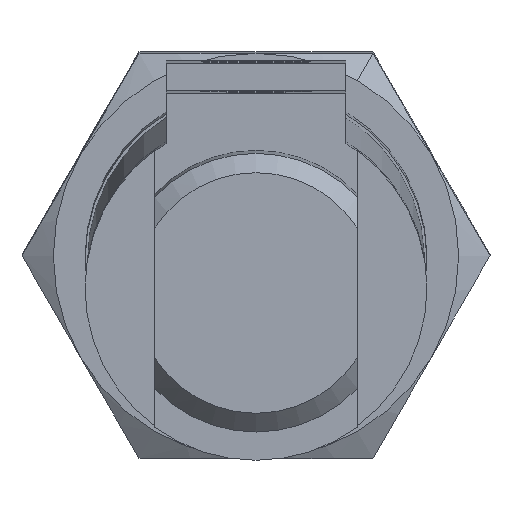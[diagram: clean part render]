
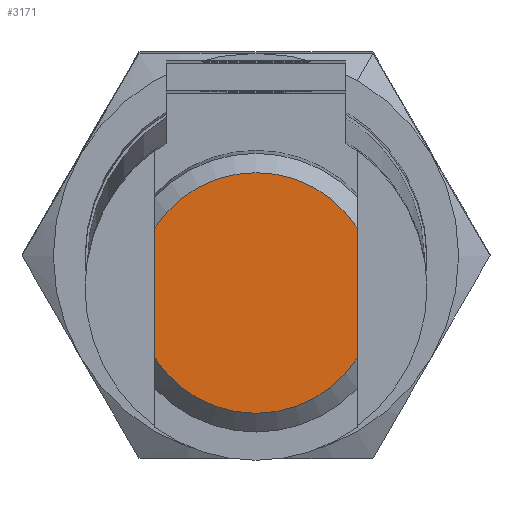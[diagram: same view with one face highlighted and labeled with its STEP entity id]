
A CAD part, front view. The second image highlights one B-rep face of the part: STEP entity #3171.
In plain terms, the highlighted planar face has unit normal (0, -1, -0.013).
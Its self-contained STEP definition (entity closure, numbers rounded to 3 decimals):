
#16 = ORIENTED_EDGE ( 'NONE', *, *, #143, .T. ) ;
#78 = CARTESIAN_POINT ( 'NONE',  ( 181.754, 246.222, 331.378 ) ) ;
#109 = AXIS2_PLACEMENT_3D ( 'NONE', #2497, #4299, #3215 ) ;
#143 = EDGE_CURVE ( 'NONE', #2218, #2906, #3966, .T. ) ;
#175 = VERTEX_POINT ( 'NONE', #4012 ) ;
#187 = EDGE_CURVE ( 'NONE', #533, #175, #471, .T. ) ;
#199 = CARTESIAN_POINT ( 'NONE',  ( 173.754, 246.289, 326.255 ) ) ;
#423 = CARTESIAN_POINT ( 'NONE',  ( 181.754, 246.147, 337.128 ) ) ;
#471 = CIRCLE ( 'NONE', #1346, 9.5 ) ;
#533 = VERTEX_POINT ( 'NONE', #809 ) ;
#691 = CARTESIAN_POINT ( 'NONE',  ( 165.754, 246.147, 337.128 ) ) ;
#809 = CARTESIAN_POINT ( 'NONE',  ( 165.754, 246.355, 321.132 ) ) ;
#871 = DIRECTION ( 'NONE',  ( -1., 0., 0. ) ) ;
#1220 = DIRECTION ( 'NONE',  ( -1., 0., 0. ) ) ;
#1263 = ORIENTED_EDGE ( 'NONE', *, *, #187, .T. ) ;
#1284 = ORIENTED_EDGE ( 'NONE', *, *, #2709, .T. ) ;
#1346 = AXIS2_PLACEMENT_3D ( 'NONE', #1979, #2267, #1220 ) ;
#1635 = VECTOR ( 'NONE', #2806, 1000. ) ;
#1716 = LINE ( 'NONE', #691, #1635 ) ;
#1810 = DIRECTION ( 'NONE',  ( 0., -0.013, 1. ) ) ;
#1979 = CARTESIAN_POINT ( 'NONE',  ( 173.754, 246.289, 326.255 ) ) ;
#2218 = VERTEX_POINT ( 'NONE', #78 ) ;
#2267 = DIRECTION ( 'NONE',  ( 0., -1., -0.013 ) ) ;
#2432 = AXIS2_PLACEMENT_3D ( 'NONE', #199, #4442, #871 ) ;
#2497 = CARTESIAN_POINT ( 'NONE',  ( 173.754, 246.289, 326.255 ) ) ;
#2599 = FACE_OUTER_BOUND ( 'NONE', #2805, .T. ) ;
#2709 = EDGE_CURVE ( 'NONE', #175, #2218, #4197, .T. ) ;
#2805 = EDGE_LOOP ( 'NONE', ( #3413, #1263, #1284, #16 ) ) ;
#2806 = DIRECTION ( 'NONE',  ( 0., -0.013, 1. ) ) ;
#2892 = PLANE ( 'NONE',  #109 ) ;
#2906 = VERTEX_POINT ( 'NONE', #3123 ) ;
#2995 = EDGE_CURVE ( 'NONE', #533, #2906, #1716, .T. ) ;
#3123 = CARTESIAN_POINT ( 'NONE',  ( 165.754, 246.222, 331.378 ) ) ;
#3171 = ADVANCED_FACE ( 'NONE', ( #2599 ), #2892, .F. ) ;
#3215 = DIRECTION ( 'NONE',  ( -1., 0., 0. ) ) ;
#3413 = ORIENTED_EDGE ( 'NONE', *, *, #2995, .F. ) ;
#3610 = VECTOR ( 'NONE', #1810, 1000. ) ;
#3966 = CIRCLE ( 'NONE', #2432, 9.5 ) ;
#4012 = CARTESIAN_POINT ( 'NONE',  ( 181.754, 246.355, 321.132 ) ) ;
#4197 = LINE ( 'NONE', #423, #3610 ) ;
#4299 = DIRECTION ( 'NONE',  ( 0., 1., 0.013 ) ) ;
#4442 = DIRECTION ( 'NONE',  ( 0., -1., -0.013 ) ) ;
